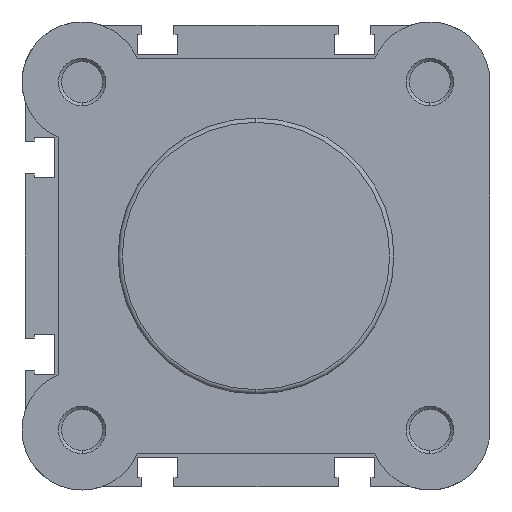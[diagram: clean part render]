
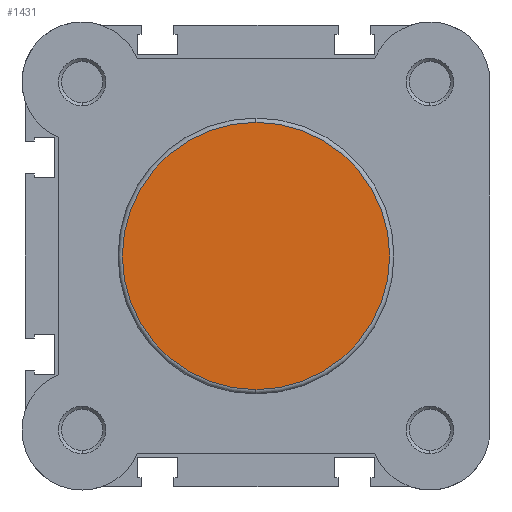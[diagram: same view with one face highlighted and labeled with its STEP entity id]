
A CAD part, left-side view. The second image highlights one B-rep face of the part: STEP entity #1431.
In plain terms, the highlighted planar face has unit normal (-1, 0, 0).
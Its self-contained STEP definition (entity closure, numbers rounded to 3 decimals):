
#867 = EDGE_CURVE ( 'NONE', #5474, #5473, #3951, .T. ) ;
#1108 = EDGE_CURVE ( 'NONE', #5473, #5474, #4375, .T. ) ;
#1431 = ADVANCED_FACE ( 'NONE', ( #2916 ), #2326, .F. ) ;
#1623 = CARTESIAN_POINT ( 'NONE',  ( 0., 0., 0. ) ) ;
#1626 = DIRECTION ( 'NONE',  ( -1., 0., 0. ) ) ;
#1627 = DIRECTION ( 'NONE',  ( 0., 0., -1. ) ) ;
#2326 = PLANE ( 'NONE',  #3616 ) ;
#2392 = CARTESIAN_POINT ( 'NONE',  ( 0., 22.4, 0. ) ) ;
#2401 = DIRECTION ( 'NONE',  ( 1., 0., 0. ) ) ;
#2402 = DIRECTION ( 'NONE',  ( 0., 0., -1. ) ) ;
#2849 = CARTESIAN_POINT ( 'NONE',  ( 0., 0., 21.7 ) ) ;
#2850 = CARTESIAN_POINT ( 'NONE',  ( 0., 0., -21.7 ) ) ;
#2916 = FACE_OUTER_BOUND ( 'NONE', #5082, .T. ) ;
#3355 = AXIS2_PLACEMENT_3D ( 'NONE', #6092, #6093, #6094 ) ;
#3417 = AXIS2_PLACEMENT_3D ( 'NONE', #1623, #1626, #1627 ) ;
#3616 = AXIS2_PLACEMENT_3D ( 'NONE', #2392, #2401, #2402 ) ;
#3951 = CIRCLE ( 'NONE', #3355, 21.7 ) ;
#4375 = CIRCLE ( 'NONE', #3417, 21.7 ) ;
#5082 = EDGE_LOOP ( 'NONE', ( #5230, #5191 ) ) ;
#5191 = ORIENTED_EDGE ( 'NONE', *, *, #1108, .T. ) ;
#5230 = ORIENTED_EDGE ( 'NONE', *, *, #867, .T. ) ;
#5473 = VERTEX_POINT ( 'NONE', #2849 ) ;
#5474 = VERTEX_POINT ( 'NONE', #2850 ) ;
#6092 = CARTESIAN_POINT ( 'NONE',  ( 0., 0., 0. ) ) ;
#6093 = DIRECTION ( 'NONE',  ( -1., 0., 0. ) ) ;
#6094 = DIRECTION ( 'NONE',  ( 0., 0., -1. ) ) ;
